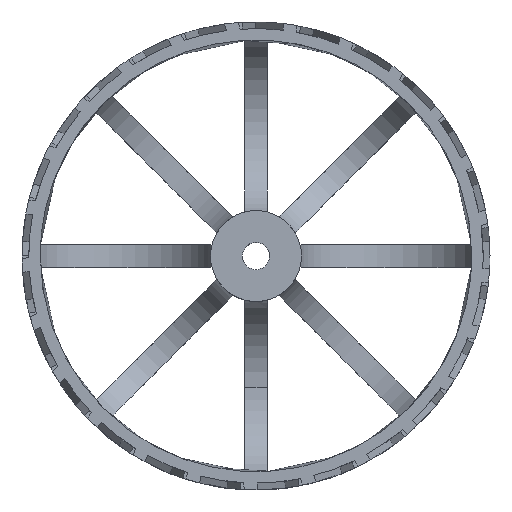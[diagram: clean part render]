
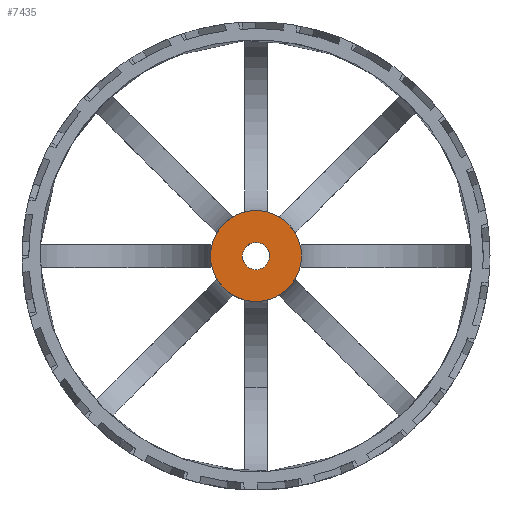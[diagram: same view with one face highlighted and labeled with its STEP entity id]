
A CAD part, top view. The second image highlights one B-rep face of the part: STEP entity #7435.
In plain terms, the highlighted free-form (B-spline) face has degree [1, 1] with [2, 2] control points.
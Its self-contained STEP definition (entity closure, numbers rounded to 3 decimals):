
#165 = VERTEX_POINT('',#166);
#166 = CARTESIAN_POINT('',(3.281,0.,0.));
#171 = EDGE_CURVE('',#172,#165,#174,.T.);
#172 = VERTEX_POINT('',#173);
#173 = CARTESIAN_POINT('',(-3.281,0.,0.));
#174 = ( BOUNDED_CURVE() B_SPLINE_CURVE(2,(#175,#176,#177,#178,#179),
.UNSPECIFIED.,.F.,.F.) B_SPLINE_CURVE_WITH_KNOTS((3,2,3),(3.142,
4.712,6.283),.PIECEWISE_BEZIER_KNOTS.) CURVE() 
GEOMETRIC_REPRESENTATION_ITEM() RATIONAL_B_SPLINE_CURVE((1.,
0.707,1.,0.707,1.)) REPRESENTATION_ITEM('') );
#175 = CARTESIAN_POINT('',(-3.281,0.,0.));
#176 = CARTESIAN_POINT('',(-3.281,-3.281,0.));
#177 = CARTESIAN_POINT('',(0.,-3.281,0.));
#178 = CARTESIAN_POINT('',(3.281,-3.281,0.));
#179 = CARTESIAN_POINT('',(3.281,0.,0.));
#436 = VERTEX_POINT('',#437);
#437 = CARTESIAN_POINT('',(-10.936,0.,0.));
#442 = EDGE_CURVE('',#443,#436,#445,.T.);
#443 = VERTEX_POINT('',#444);
#444 = CARTESIAN_POINT('',(10.936,0.,0.));
#445 = ( BOUNDED_CURVE() B_SPLINE_CURVE(2,(#446,#447,#448,#449,#450),
.UNSPECIFIED.,.F.,.F.) B_SPLINE_CURVE_WITH_KNOTS((3,2,3),(0.,
1.571,3.142),.PIECEWISE_BEZIER_KNOTS.) CURVE() 
GEOMETRIC_REPRESENTATION_ITEM() RATIONAL_B_SPLINE_CURVE((1.,
0.707,1.,0.707,1.)) REPRESENTATION_ITEM('') );
#446 = CARTESIAN_POINT('',(10.936,0.,0.));
#447 = CARTESIAN_POINT('',(10.936,10.936,0.));
#448 = CARTESIAN_POINT('',(0.,10.936,0.));
#449 = CARTESIAN_POINT('',(-10.936,10.936,0.));
#450 = CARTESIAN_POINT('',(-10.936,0.,0.));
#7190 = EDGE_CURVE('',#436,#443,#7191,.T.);
#7191 = ( BOUNDED_CURVE() B_SPLINE_CURVE(2,(#7192,#7193,#7194,#7195,
#7196),.UNSPECIFIED.,.F.,.F.) B_SPLINE_CURVE_WITH_KNOTS((3,2,3),(
    3.142,4.712,6.283),
.PIECEWISE_BEZIER_KNOTS.) CURVE() GEOMETRIC_REPRESENTATION_ITEM() 
RATIONAL_B_SPLINE_CURVE((1.,0.707,1.,0.707,1.)) 
REPRESENTATION_ITEM('') );
#7192 = CARTESIAN_POINT('',(-10.936,0.,0.));
#7193 = CARTESIAN_POINT('',(-10.936,-10.936,0.));
#7194 = CARTESIAN_POINT('',(0.,-10.936,0.));
#7195 = CARTESIAN_POINT('',(10.936,-10.936,0.));
#7196 = CARTESIAN_POINT('',(10.936,0.,0.));
#7414 = EDGE_CURVE('',#165,#172,#7415,.T.);
#7415 = ( BOUNDED_CURVE() B_SPLINE_CURVE(2,(#7416,#7417,#7418,#7419,
#7420),.UNSPECIFIED.,.F.,.F.) B_SPLINE_CURVE_WITH_KNOTS((3,2,3),(0.,
1.571,3.142),.PIECEWISE_BEZIER_KNOTS.) CURVE() 
GEOMETRIC_REPRESENTATION_ITEM() RATIONAL_B_SPLINE_CURVE((1.,
0.707,1.,0.707,1.)) REPRESENTATION_ITEM('') );
#7416 = CARTESIAN_POINT('',(3.281,0.,0.));
#7417 = CARTESIAN_POINT('',(3.281,3.281,0.));
#7418 = CARTESIAN_POINT('',(0.,3.281,0.));
#7419 = CARTESIAN_POINT('',(-3.281,3.281,0.));
#7420 = CARTESIAN_POINT('',(-3.281,0.,0.));
#7435 = ADVANCED_FACE('',(#7436,#7440),#7444,.F.);
#7436 = FACE_BOUND('',#7437,.T.);
#7437 = EDGE_LOOP('',(#7438,#7439));
#7438 = ORIENTED_EDGE('',*,*,#7414,.F.);
#7439 = ORIENTED_EDGE('',*,*,#171,.F.);
#7440 = FACE_BOUND('',#7441,.T.);
#7441 = EDGE_LOOP('',(#7442,#7443));
#7442 = ORIENTED_EDGE('',*,*,#442,.T.);
#7443 = ORIENTED_EDGE('',*,*,#7190,.T.);
#7444 = B_SPLINE_SURFACE_WITH_KNOTS('',1,1,(
    (#7445,#7446)
    ,(#7447,#7448
    )),.UNSPECIFIED.,.F.,.F.,.F.,(2,2),(2,2),(-7.5,12.5),(-17.,3.),
  .PIECEWISE_BEZIER_KNOTS.);
#7445 = CARTESIAN_POINT('',(10.936,-10.936,0.));
#7446 = CARTESIAN_POINT('',(10.936,10.936,0.));
#7447 = CARTESIAN_POINT('',(-10.936,-10.936,0.));
#7448 = CARTESIAN_POINT('',(-10.936,10.936,0.));
